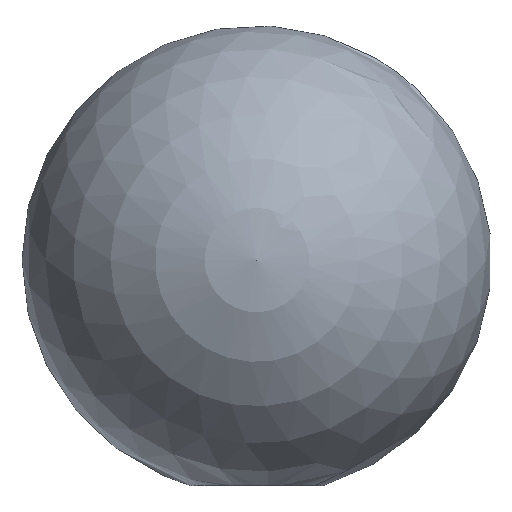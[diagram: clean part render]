
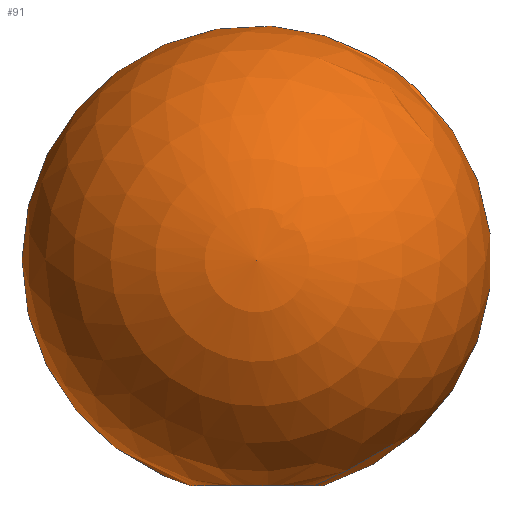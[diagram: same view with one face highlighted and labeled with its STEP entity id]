
A CAD part, top view. The second image highlights one B-rep face of the part: STEP entity #91.
In plain terms, the highlighted spherical face has radius 12.5 mm.
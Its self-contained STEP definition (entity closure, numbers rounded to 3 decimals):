
#10 = EDGE_LOOP ( 'NONE', ( #111 ) ) ;
#11 = AXIS2_PLACEMENT_3D ( 'NONE', #118, #131, #69 ) ;
#18 = CARTESIAN_POINT ( 'NONE',  ( 0., 12.5, 0. ) ) ;
#20 = AXIS2_PLACEMENT_3D ( 'NONE', #18, #55, #143 ) ;
#27 = CIRCLE ( 'NONE', #11, 3.519 ) ;
#35 = EDGE_CURVE ( 'NONE', #37, #37, #27, .T. ) ;
#37 = VERTEX_POINT ( 'NONE', #119 ) ;
#55 = DIRECTION ( 'NONE',  ( 0., 0., -1. ) ) ;
#69 = DIRECTION ( 'NONE',  ( 0., 0., 1. ) ) ;
#91 = ADVANCED_FACE ( 'NONE', ( #107 ), #93, .T. ) ;
#93 = SPHERICAL_SURFACE ( 'NONE', #20, 12.5 ) ;
#107 = FACE_OUTER_BOUND ( 'NONE', #10, .T. ) ;
#111 = ORIENTED_EDGE ( 'NONE', *, *, #35, .F. ) ;
#118 = CARTESIAN_POINT ( 'NONE',  ( 0., 0.506, 0. ) ) ;
#119 = CARTESIAN_POINT ( 'NONE',  ( 0., 0.506, 3.519 ) ) ;
#131 = DIRECTION ( 'NONE',  ( 0., -1., 0. ) ) ;
#143 = DIRECTION ( 'NONE',  ( -1., 0., 0. ) ) ;
